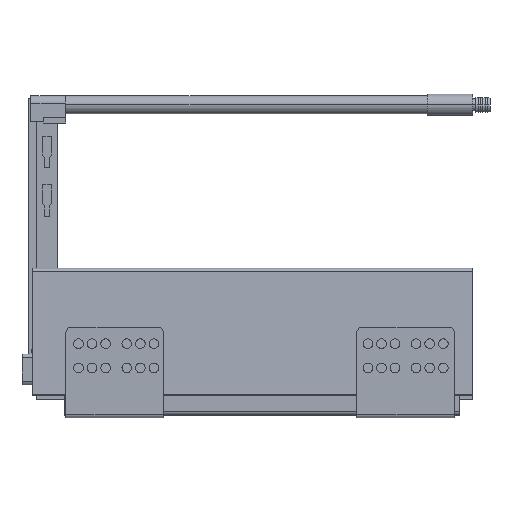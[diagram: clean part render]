
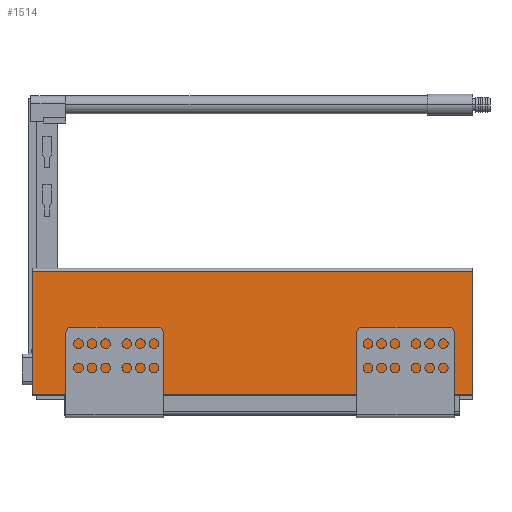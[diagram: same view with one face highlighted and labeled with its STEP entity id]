
A CAD part, top view. The second image highlights one B-rep face of the part: STEP entity #1514.
In plain terms, the highlighted planar face has unit normal (0, 0.052, 0.999).
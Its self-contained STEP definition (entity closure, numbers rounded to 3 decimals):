
#193 = LINE ( 'NONE', #6089, #2257 ) ;
#517 = FACE_OUTER_BOUND ( 'NONE', #3872, .T. ) ;
#1409 = LINE ( 'NONE', #8347, #10399 ) ;
#1514 = ADVANCED_FACE ( 'NONE', ( #517 ), #10406, .T. ) ;
#1547 = CARTESIAN_POINT ( 'NONE',  ( -292., 0., 66.6 ) ) ;
#1682 = CARTESIAN_POINT ( 'NONE',  ( 0., 82.129, 62.296 ) ) ;
#1699 = VERTEX_POINT ( 'NONE', #1682 ) ;
#1933 = CARTESIAN_POINT ( 'NONE',  ( -292., 0., 66.6 ) ) ;
#1991 = ORIENTED_EDGE ( 'NONE', *, *, #9575, .T. ) ;
#2013 = EDGE_CURVE ( 'NONE', #9349, #5801, #1409, .T. ) ;
#2257 = VECTOR ( 'NONE', #4150, 1000. ) ;
#2929 = AXIS2_PLACEMENT_3D ( 'NONE', #1547, #5314, #5508 ) ;
#3196 = ORIENTED_EDGE ( 'NONE', *, *, #2013, .T. ) ;
#3640 = CARTESIAN_POINT ( 'NONE',  ( -292., 82.129, 62.296 ) ) ;
#3872 = EDGE_LOOP ( 'NONE', ( #1991, #11637, #4277, #3196 ) ) ;
#4006 = LINE ( 'NONE', #1933, #9287 ) ;
#4127 = EDGE_CURVE ( 'NONE', #12076, #1699, #7805, .T. ) ;
#4150 = DIRECTION ( 'NONE',  ( 0., 0.999, -0.052 ) ) ;
#4277 = ORIENTED_EDGE ( 'NONE', *, *, #10931, .F. ) ;
#5314 = DIRECTION ( 'NONE',  ( 0., 0.052, 0.999 ) ) ;
#5508 = DIRECTION ( 'NONE',  ( 0., 0.999, -0.052 ) ) ;
#5626 = VECTOR ( 'NONE', #8855, 1000. ) ;
#5801 = VERTEX_POINT ( 'NONE', #8385 ) ;
#6089 = CARTESIAN_POINT ( 'NONE',  ( 0., 0., 66.6 ) ) ;
#7805 = LINE ( 'NONE', #9830, #5626 ) ;
#8347 = CARTESIAN_POINT ( 'NONE',  ( -292., 0., 66.6 ) ) ;
#8385 = CARTESIAN_POINT ( 'NONE',  ( 0., 0., 66.6 ) ) ;
#8855 = DIRECTION ( 'NONE',  ( 1., 0., 0. ) ) ;
#9287 = VECTOR ( 'NONE', #11596, 1000. ) ;
#9349 = VERTEX_POINT ( 'NONE', #12264 ) ;
#9575 = EDGE_CURVE ( 'NONE', #5801, #1699, #193, .T. ) ;
#9830 = CARTESIAN_POINT ( 'NONE',  ( -292., 82.129, 62.296 ) ) ;
#10399 = VECTOR ( 'NONE', #12242, 1000. ) ;
#10406 = PLANE ( 'NONE',  #2929 ) ;
#10931 = EDGE_CURVE ( 'NONE', #9349, #12076, #4006, .T. ) ;
#11596 = DIRECTION ( 'NONE',  ( 0., 0.999, -0.052 ) ) ;
#11637 = ORIENTED_EDGE ( 'NONE', *, *, #4127, .F. ) ;
#12076 = VERTEX_POINT ( 'NONE', #3640 ) ;
#12242 = DIRECTION ( 'NONE',  ( 1., 0., 0. ) ) ;
#12264 = CARTESIAN_POINT ( 'NONE',  ( -292., 0., 66.6 ) ) ;
